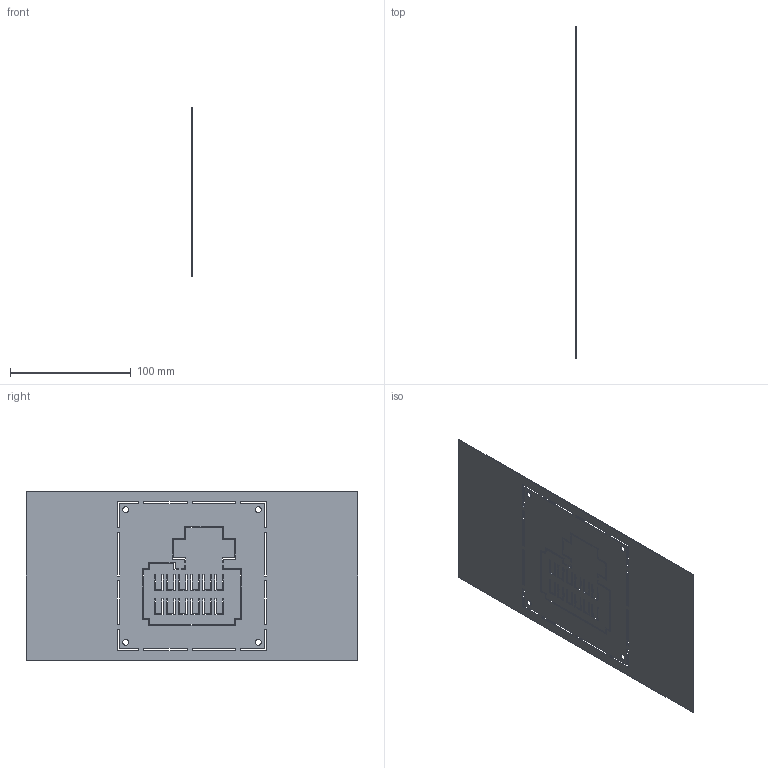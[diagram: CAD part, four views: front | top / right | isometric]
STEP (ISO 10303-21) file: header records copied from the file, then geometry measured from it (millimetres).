
FILE_DESCRIPTION (( 'STEP AP214' ), '1' );
FILE_NAME ('Cut_template_for_GNN.STEP', '2025-04-30T08:54:57', ( '' ), ( '' ), 'SwSTEP 2.0', 'SolidWorks 2024', '' );
FILE_SCHEMA (( 'AUTOMOTIVE_DESIGN' ));
Length unit declared in the file: millimetre
Products named in the file (1): Cut_template_for_GNN
Bounding box: 0.5 x 275 x 140 mm (x, y, z)
Volume: 18402.2 mm3; surface area: 75271.3 mm2
Topology: 1 solids, 1 shells, 226 faces, 672 edges, 448 vertices
Faces by surface type: plane 218, cylinder 8
Entity records: 7579 total; most frequent: CARTESIAN_POINT 1347, ORIENTED_EDGE 1344, DIRECTION 1142, EDGE_CURVE 672, LINE 656, VECTOR 656, VERTEX_POINT 448, EDGE_LOOP 288
